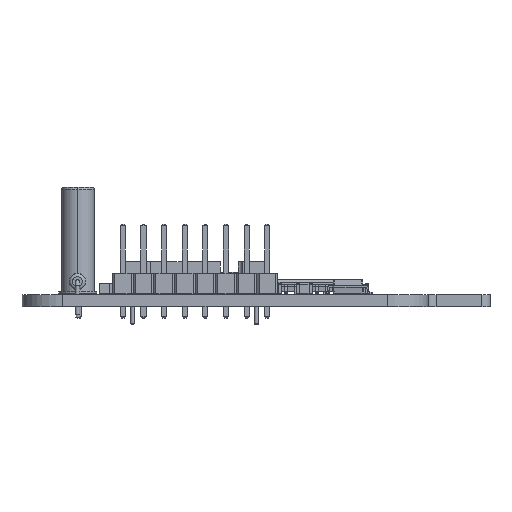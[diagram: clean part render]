
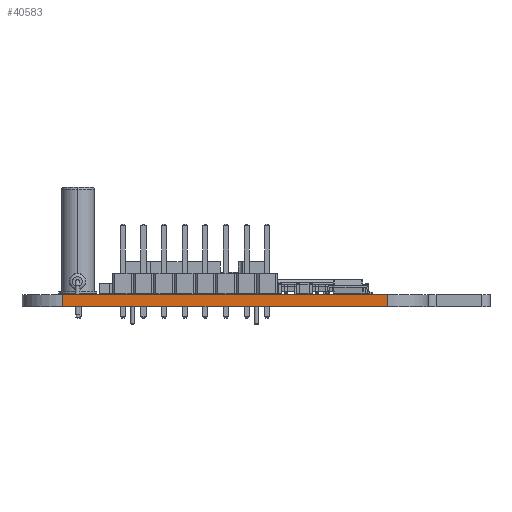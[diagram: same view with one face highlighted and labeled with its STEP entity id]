
A CAD part, left-side view. The second image highlights one B-rep face of the part: STEP entity #40583.
In plain terms, the highlighted planar face has unit normal (-1, 0, 0).
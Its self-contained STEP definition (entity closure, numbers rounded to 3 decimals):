
#38952 = VERTEX_POINT('',#38953);
#38953 = CARTESIAN_POINT('',(98.501,-81.194,0.));
#38960 = EDGE_CURVE('',#38961,#38952,#38963,.T.);
#38961 = VERTEX_POINT('',#38962);
#38962 = CARTESIAN_POINT('',(98.501,-121.194,0.));
#38963 = LINE('',#38964,#38965);
#38964 = CARTESIAN_POINT('',(98.501,-121.194,0.));
#38965 = VECTOR('',#38966,1.);
#38966 = DIRECTION('',(0.,1.,0.));
#39754 = VERTEX_POINT('',#39755);
#39755 = CARTESIAN_POINT('',(98.501,-81.194,1.51));
#39762 = EDGE_CURVE('',#39763,#39754,#39765,.T.);
#39763 = VERTEX_POINT('',#39764);
#39764 = CARTESIAN_POINT('',(98.501,-121.194,1.51));
#39765 = LINE('',#39766,#39767);
#39766 = CARTESIAN_POINT('',(98.501,-121.194,1.51));
#39767 = VECTOR('',#39768,1.);
#39768 = DIRECTION('',(0.,1.,0.));
#40553 = EDGE_CURVE('',#38952,#39754,#40554,.T.);
#40554 = LINE('',#40555,#40556);
#40555 = CARTESIAN_POINT('',(98.501,-81.194,0.));
#40556 = VECTOR('',#40557,1.);
#40557 = DIRECTION('',(0.,0.,1.));
#40583 = ADVANCED_FACE('',(#40584),#40595,.T.);
#40584 = FACE_BOUND('',#40585,.T.);
#40585 = EDGE_LOOP('',(#40586,#40592,#40593,#40594));
#40586 = ORIENTED_EDGE('',*,*,#40587,.T.);
#40587 = EDGE_CURVE('',#38961,#39763,#40588,.T.);
#40588 = LINE('',#40589,#40590);
#40589 = CARTESIAN_POINT('',(98.501,-121.194,0.));
#40590 = VECTOR('',#40591,1.);
#40591 = DIRECTION('',(0.,0.,1.));
#40592 = ORIENTED_EDGE('',*,*,#39762,.T.);
#40593 = ORIENTED_EDGE('',*,*,#40553,.F.);
#40594 = ORIENTED_EDGE('',*,*,#38960,.F.);
#40595 = PLANE('',#40596);
#40596 = AXIS2_PLACEMENT_3D('',#40597,#40598,#40599);
#40597 = CARTESIAN_POINT('',(98.501,-121.194,0.));
#40598 = DIRECTION('',(-1.,0.,0.));
#40599 = DIRECTION('',(0.,1.,0.));
